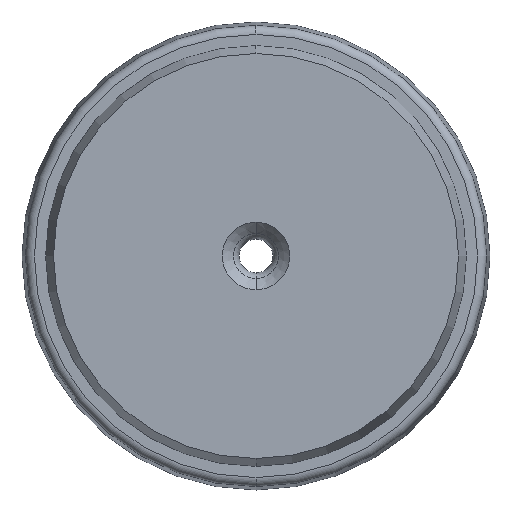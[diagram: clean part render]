
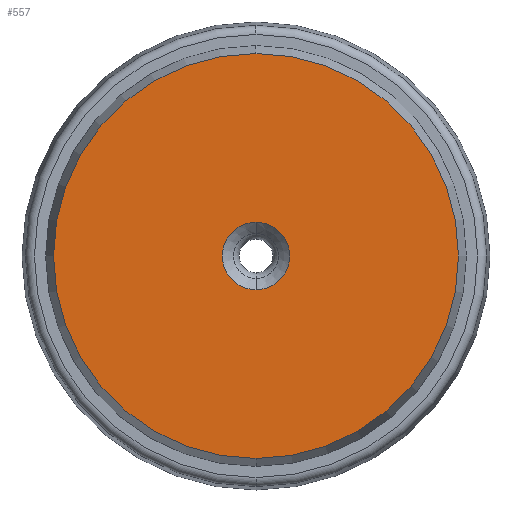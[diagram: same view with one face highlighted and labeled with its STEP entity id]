
A CAD part, left-side view. The second image highlights one B-rep face of the part: STEP entity #557.
In plain terms, the highlighted planar face has unit normal (-1, 0, 0).
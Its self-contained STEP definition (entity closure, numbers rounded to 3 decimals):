
#105 = EDGE_LOOP ( 'NONE', ( #431, #424 ) ) ;
#123 = AXIS2_PLACEMENT_3D ( 'NONE', #304, #305, #308 ) ;
#135 = AXIS2_PLACEMENT_3D ( 'NONE', #306, #314, #330 ) ;
#149 = AXIS2_PLACEMENT_3D ( 'NONE', #987, #1049, #1008 ) ;
#169 = AXIS2_PLACEMENT_3D ( 'NONE', #295, #302, #303 ) ;
#295 = CARTESIAN_POINT ( 'NONE',  ( 0., 0., 0. ) ) ;
#302 = DIRECTION ( 'NONE',  ( -1., 0., 0. ) ) ;
#303 = DIRECTION ( 'NONE',  ( 0., 0., 1. ) ) ;
#304 = CARTESIAN_POINT ( 'NONE',  ( 0., 0., 0. ) ) ;
#305 = DIRECTION ( 'NONE',  ( -1., 0., 0. ) ) ;
#306 = CARTESIAN_POINT ( 'NONE',  ( 0., 0., 0. ) ) ;
#308 = DIRECTION ( 'NONE',  ( 0., 0., 1. ) ) ;
#314 = DIRECTION ( 'NONE',  ( 1., 0., 0. ) ) ;
#330 = DIRECTION ( 'NONE',  ( 0., 0., -1. ) ) ;
#424 = ORIENTED_EDGE ( 'NONE', *, *, #918, .T. ) ;
#431 = ORIENTED_EDGE ( 'NONE', *, *, #866, .T. ) ;
#437 = ORIENTED_EDGE ( 'NONE', *, *, #914, .T. ) ;
#445 = ORIENTED_EDGE ( 'NONE', *, *, #911, .T. ) ;
#497 = VERTEX_POINT ( 'NONE', #951 ) ;
#500 = VERTEX_POINT ( 'NONE', #965 ) ;
#519 = VERTEX_POINT ( 'NONE', #983 ) ;
#520 = VERTEX_POINT ( 'NONE', #972 ) ;
#545 = EDGE_LOOP ( 'NONE', ( #437, #445 ) ) ;
#557 = ADVANCED_FACE ( 'NONE', ( #720, #714 ), #1044, .F. ) ;
#649 = CIRCLE ( 'NONE', #123, 9. ) ;
#666 = CIRCLE ( 'NONE', #169, 9. ) ;
#667 = CIRCLE ( 'NONE', #135, 1.5 ) ;
#689 = CIRCLE ( 'NONE', #149, 1.5 ) ;
#714 = FACE_OUTER_BOUND ( 'NONE', #545, .T. ) ;
#720 = FACE_BOUND ( 'NONE', #105, .T. ) ;
#866 = EDGE_CURVE ( 'NONE', #520, #500, #689, .T. ) ;
#875 = AXIS2_PLACEMENT_3D ( 'NONE', #1028, #1040, #1024 ) ;
#911 = EDGE_CURVE ( 'NONE', #519, #497, #666, .T. ) ;
#914 = EDGE_CURVE ( 'NONE', #497, #519, #649, .T. ) ;
#918 = EDGE_CURVE ( 'NONE', #500, #520, #667, .T. ) ;
#951 = CARTESIAN_POINT ( 'NONE',  ( 0., 0., -9. ) ) ;
#965 = CARTESIAN_POINT ( 'NONE',  ( 0., 0., -1.5 ) ) ;
#972 = CARTESIAN_POINT ( 'NONE',  ( 0., 0., 1.5 ) ) ;
#983 = CARTESIAN_POINT ( 'NONE',  ( 0., 0., 9. ) ) ;
#987 = CARTESIAN_POINT ( 'NONE',  ( 0., 0., 0. ) ) ;
#1008 = DIRECTION ( 'NONE',  ( 0., 0., -1. ) ) ;
#1024 = DIRECTION ( 'NONE',  ( 0., 0., -1. ) ) ;
#1028 = CARTESIAN_POINT ( 'NONE',  ( 0., 1., 0. ) ) ;
#1040 = DIRECTION ( 'NONE',  ( 1., 0., 0. ) ) ;
#1044 = PLANE ( 'NONE',  #875 ) ;
#1049 = DIRECTION ( 'NONE',  ( 1., 0., 0. ) ) ;
